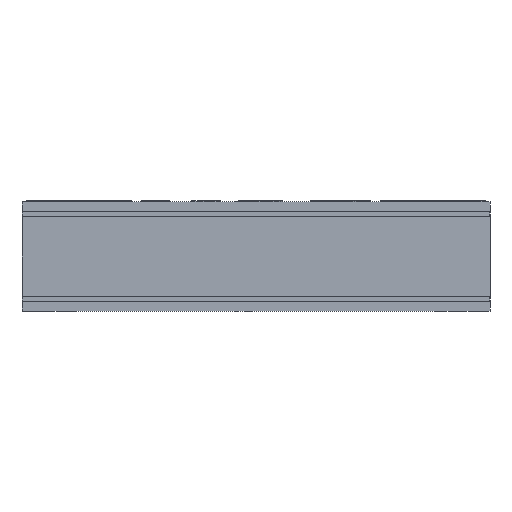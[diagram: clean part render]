
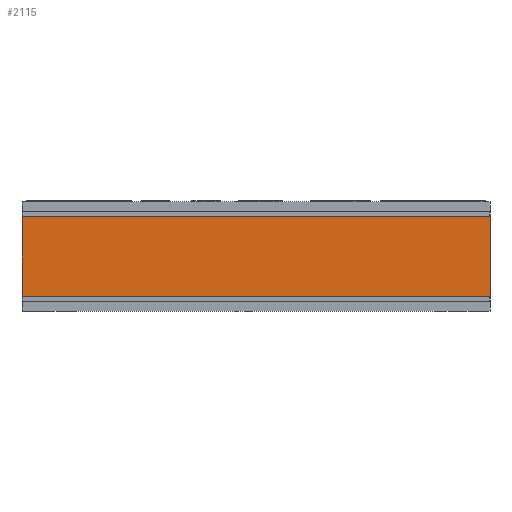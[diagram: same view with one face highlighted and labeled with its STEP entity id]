
A CAD part, front view. The second image highlights one B-rep face of the part: STEP entity #2115.
In plain terms, the highlighted planar face has unit normal (0, -1, 0).
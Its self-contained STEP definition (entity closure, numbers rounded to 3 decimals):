
#142=FACE_OUTER_BOUND('',#255,.T.);
#255=EDGE_LOOP('',(#1575,#1576,#1577,#1578,#1579));
#398=LINE('',#2990,#645);
#439=LINE('',#3077,#686);
#440=LINE('',#3079,#687);
#449=LINE('',#3095,#696);
#454=LINE('',#3106,#701);
#645=VECTOR('',#2442,10.);
#686=VECTOR('',#2529,10.);
#687=VECTOR('',#2530,10.);
#696=VECTOR('',#2545,10.);
#701=VECTOR('',#2558,10.);
#917=VERTEX_POINT('',#2987);
#918=VERTEX_POINT('',#2989);
#940=VERTEX_POINT('',#3075);
#941=VERTEX_POINT('',#3076);
#942=VERTEX_POINT('',#3078);
#1133=EDGE_CURVE('',#918,#917,#398,.T.);
#1176=EDGE_CURVE('',#940,#941,#439,.T.);
#1177=EDGE_CURVE('',#942,#940,#440,.T.);
#1187=EDGE_CURVE('',#942,#917,#449,.T.);
#1192=EDGE_CURVE('',#941,#918,#454,.T.);
#1575=ORIENTED_EDGE('',*,*,#1133,.T.);
#1576=ORIENTED_EDGE('',*,*,#1187,.F.);
#1577=ORIENTED_EDGE('',*,*,#1177,.T.);
#1578=ORIENTED_EDGE('',*,*,#1176,.T.);
#1579=ORIENTED_EDGE('',*,*,#1192,.T.);
#2023=PLANE('',#2256);
#2115=ADVANCED_FACE('',(#142),#2023,.T.);
#2256=AXIS2_PLACEMENT_3D('',#3105,#2556,#2557);
#2442=DIRECTION('',(1.,0.,0.));
#2529=DIRECTION('',(-1.,0.,0.));
#2530=DIRECTION('',(-1.,0.,0.));
#2545=DIRECTION('',(0.,0.,-1.));
#2556=DIRECTION('center_axis',(0.,-1.,0.));
#2557=DIRECTION('ref_axis',(-1.,0.,0.));
#2558=DIRECTION('',(0.,0.,-1.));
#2987=CARTESIAN_POINT('',(2.35,-1.7,-0.95));
#2989=CARTESIAN_POINT('',(-2.35,-1.7,-0.95));
#2990=CARTESIAN_POINT('',(0.,-1.7,-0.95));
#3075=CARTESIAN_POINT('',(2.345,-1.7,-0.15));
#3076=CARTESIAN_POINT('',(-2.35,-1.7,-0.15));
#3077=CARTESIAN_POINT('',(2.35,-1.7,-0.15));
#3078=CARTESIAN_POINT('',(2.35,-1.7,-0.15));
#3079=CARTESIAN_POINT('',(2.35,-1.7,-0.15));
#3095=CARTESIAN_POINT('',(2.35,-1.7,0.));
#3105=CARTESIAN_POINT('Origin',(2.35,-1.7,0.));
#3106=CARTESIAN_POINT('',(-2.35,-1.7,0.));
